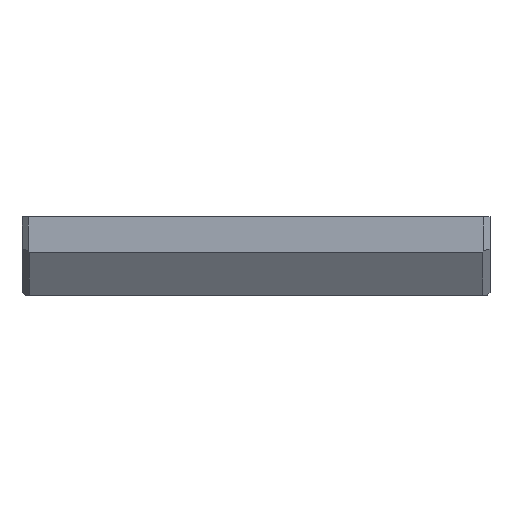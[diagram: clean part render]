
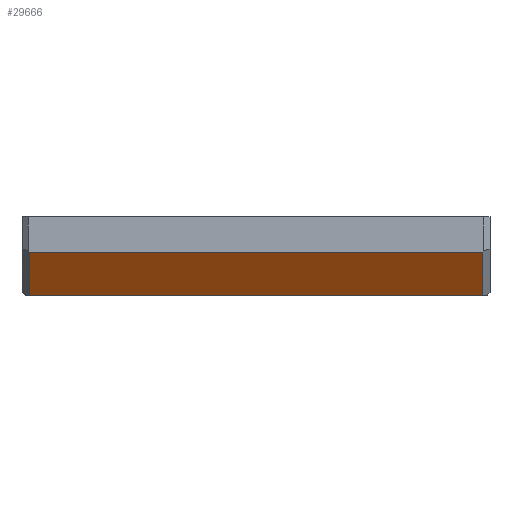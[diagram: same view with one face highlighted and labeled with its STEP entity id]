
A CAD part, front view. The second image highlights one B-rep face of the part: STEP entity #29666.
In plain terms, the highlighted planar face has unit normal (0, -0.819, -0.574).
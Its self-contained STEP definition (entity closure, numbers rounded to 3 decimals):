
#3732 = PLANE('',#3733);
#3733 = AXIS2_PLACEMENT_3D('',#3734,#3735,#3736);
#3734 = CARTESIAN_POINT('',(-77.,-4.5,0.));
#3735 = DIRECTION('',(0.,0.,1.));
#3736 = DIRECTION('',(1.,0.,0.));
#9897 = VERTEX_POINT('',#9898);
#9898 = CARTESIAN_POINT('',(-72.5,-4.113,0.));
#9914 = PLANE('',#9915);
#9915 = AXIS2_PLACEMENT_3D('',#9916,#9917,#9918);
#9916 = CARTESIAN_POINT('',(-77.,-4.5,0.));
#9917 = DIRECTION('',(0.,0.,1.));
#9918 = DIRECTION('',(1.,0.,0.));
#9926 = EDGE_CURVE('',#9927,#9897,#9929,.T.);
#9927 = VERTEX_POINT('',#9928);
#9928 = CARTESIAN_POINT('',(73.5,-4.113,0.));
#9929 = SURFACE_CURVE('',#9930,(#9934,#9940),.PCURVE_S1.);
#9930 = LINE('',#9931,#9932);
#9931 = CARTESIAN_POINT('',(-79.,-4.113,0.));
#9932 = VECTOR('',#9933,1.);
#9933 = DIRECTION('',(-1.,0.,0.));
#9934 = PCURVE('',#3732,#9935);
#9935 = DEFINITIONAL_REPRESENTATION('',(#9936),#9939);
#9936 = B_SPLINE_CURVE_WITH_KNOTS('',1,(#9937,#9938),.UNSPECIFIED.,.F.,
  .F.,(2,2),(-167.1,8.1),.PIECEWISE_BEZIER_KNOTS.);
#9937 = CARTESIAN_POINT('',(165.1,0.387));
#9938 = CARTESIAN_POINT('',(-10.1,0.387));
#9939 = ( GEOMETRIC_REPRESENTATION_CONTEXT(2) 
PARAMETRIC_REPRESENTATION_CONTEXT() REPRESENTATION_CONTEXT('2D SPACE',''
  ) );
#9940 = PCURVE('',#9941,#9946);
#9941 = PLANE('',#9942);
#9942 = AXIS2_PLACEMENT_3D('',#9943,#9944,#9945);
#9943 = CARTESIAN_POINT('',(-81.,2.168,-8.97));
#9944 = DIRECTION('',(0.,0.819,0.574));
#9945 = DIRECTION('',(0.,-0.574,0.819));
#9946 = DEFINITIONAL_REPRESENTATION('',(#9947),#9950);
#9947 = B_SPLINE_CURVE_WITH_KNOTS('',1,(#9948,#9949),.UNSPECIFIED.,.F.,
  .F.,(2,2),(-167.1,8.1),.PIECEWISE_BEZIER_KNOTS.);
#9948 = CARTESIAN_POINT('',(10.95,169.1));
#9949 = CARTESIAN_POINT('',(10.95,-6.1));
#9950 = ( GEOMETRIC_REPRESENTATION_CONTEXT(2) 
PARAMETRIC_REPRESENTATION_CONTEXT() REPRESENTATION_CONTEXT('2D SPACE',''
  ) );
#9968 = PLANE('',#9969);
#9969 = AXIS2_PLACEMENT_3D('',#9970,#9971,#9972);
#9970 = CARTESIAN_POINT('',(-77.,-4.5,0.));
#9971 = DIRECTION('',(0.,0.,1.));
#9972 = DIRECTION('',(1.,0.,0.));
#25616 = PLANE('',#25617);
#25617 = AXIS2_PLACEMENT_3D('',#25618,#25619,#25620);
#25618 = CARTESIAN_POINT('',(-74.464,-0.544,
    -5.264));
#25619 = DIRECTION('',(0.707,0.579,0.406));
#25620 = DIRECTION('',(0.,-0.574,0.819
    ));
#27027 = VERTEX_POINT('',#27028);
#27028 = CARTESIAN_POINT('',(-74.56,-4.113,0.));
#27047 = EDGE_CURVE('',#9897,#27027,#27048,.T.);
#27048 = SURFACE_CURVE('',#27049,(#27053,#27059),.PCURVE_S1.);
#27049 = LINE('',#27050,#27051);
#27050 = CARTESIAN_POINT('',(-79.,-4.113,0.));
#27051 = VECTOR('',#27052,1.);
#27052 = DIRECTION('',(-1.,0.,0.));
#27053 = PCURVE('',#9914,#27054);
#27054 = DEFINITIONAL_REPRESENTATION('',(#27055),#27058);
#27055 = B_SPLINE_CURVE_WITH_KNOTS('',1,(#27056,#27057),.UNSPECIFIED.,
  .F.,.F.,(2,2),(-6.8,-3.2),.PIECEWISE_BEZIER_KNOTS.);
#27056 = CARTESIAN_POINT('',(4.8,0.387));
#27057 = CARTESIAN_POINT('',(1.2,0.387));
#27058 = ( GEOMETRIC_REPRESENTATION_CONTEXT(2) 
PARAMETRIC_REPRESENTATION_CONTEXT() REPRESENTATION_CONTEXT('2D SPACE',''
  ) );
#27059 = PCURVE('',#9941,#27060);
#27060 = DEFINITIONAL_REPRESENTATION('',(#27061),#27064);
#27061 = B_SPLINE_CURVE_WITH_KNOTS('',1,(#27062,#27063),.UNSPECIFIED.,
  .F.,.F.,(2,2),(-6.8,-3.2),.PIECEWISE_BEZIER_KNOTS.);
#27062 = CARTESIAN_POINT('',(10.95,8.8));
#27063 = CARTESIAN_POINT('',(10.95,5.2));
#27064 = ( GEOMETRIC_REPRESENTATION_CONTEXT(2) 
PARAMETRIC_REPRESENTATION_CONTEXT() REPRESENTATION_CONTEXT('2D SPACE',''
  ) );
#29571 = EDGE_CURVE('',#29572,#9927,#29574,.T.);
#29572 = VERTEX_POINT('',#29573);
#29573 = CARTESIAN_POINT('',(75.56,-4.113,0.));
#29574 = SURFACE_CURVE('',#29575,(#29579,#29585),.PCURVE_S1.);
#29575 = LINE('',#29576,#29577);
#29576 = CARTESIAN_POINT('',(-79.,-4.113,0.));
#29577 = VECTOR('',#29578,1.);
#29578 = DIRECTION('',(-1.,0.,0.));
#29579 = PCURVE('',#9968,#29580);
#29580 = DEFINITIONAL_REPRESENTATION('',(#29581),#29584);
#29581 = B_SPLINE_CURVE_WITH_KNOTS('',1,(#29582,#29583),.UNSPECIFIED.,
  .F.,.F.,(2,2),(-155.8,-152.2),.PIECEWISE_BEZIER_KNOTS.);
#29582 = CARTESIAN_POINT('',(153.8,0.387));
#29583 = CARTESIAN_POINT('',(150.2,0.387));
#29584 = ( GEOMETRIC_REPRESENTATION_CONTEXT(2) 
PARAMETRIC_REPRESENTATION_CONTEXT() REPRESENTATION_CONTEXT('2D SPACE',''
  ) );
#29585 = PCURVE('',#9941,#29586);
#29586 = DEFINITIONAL_REPRESENTATION('',(#29587),#29590);
#29587 = B_SPLINE_CURVE_WITH_KNOTS('',1,(#29588,#29589),.UNSPECIFIED.,
  .F.,.F.,(2,2),(-155.8,-152.2),.PIECEWISE_BEZIER_KNOTS.);
#29588 = CARTESIAN_POINT('',(10.95,157.8));
#29589 = CARTESIAN_POINT('',(10.95,154.2));
#29590 = ( GEOMETRIC_REPRESENTATION_CONTEXT(2) 
PARAMETRIC_REPRESENTATION_CONTEXT() REPRESENTATION_CONTEXT('2D SPACE',''
  ) );
#29607 = PLANE('',#29608);
#29608 = AXIS2_PLACEMENT_3D('',#29609,#29610,#29611);
#29609 = CARTESIAN_POINT('',(75.464,-0.544,
    -5.264));
#29610 = DIRECTION('',(-0.707,0.579,0.406));
#29611 = DIRECTION('',(0.,-0.574,0.819
    ));
#29666 = ADVANCED_FACE('',(#29667),#9941,.F.);
#29667 = FACE_BOUND('',#29668,.F.);
#29668 = EDGE_LOOP('',(#29669,#29670,#29691,#29717,#29736,#29737));
#29669 = ORIENTED_EDGE('',*,*,#27047,.T.);
#29670 = ORIENTED_EDGE('',*,*,#29671,.F.);
#29671 = EDGE_CURVE('',#29672,#27027,#29674,.T.);
#29672 = VERTEX_POINT('',#29673);
#29673 = CARTESIAN_POINT('',(-74.56,-14.,14.121));
#29674 = SURFACE_CURVE('',#29675,(#29679,#29685),.PCURVE_S1.);
#29675 = LINE('',#29676,#29677);
#29676 = CARTESIAN_POINT('',(-74.56,0.851,
    -7.089));
#29677 = VECTOR('',#29678,1.);
#29678 = DIRECTION('',(0.,0.574,-0.819));
#29679 = PCURVE('',#9941,#29680);
#29680 = DEFINITIONAL_REPRESENTATION('',(#29681),#29684);
#29681 = B_SPLINE_CURVE_WITH_KNOTS('',1,(#29682,#29683),.UNSPECIFIED.,
  .F.,.F.,(2,2),(-57.192,2.704),
  .PIECEWISE_BEZIER_KNOTS.);
#29682 = CARTESIAN_POINT('',(59.488,6.44));
#29683 = CARTESIAN_POINT('',(-0.409,6.44));
#29684 = ( GEOMETRIC_REPRESENTATION_CONTEXT(2) 
PARAMETRIC_REPRESENTATION_CONTEXT() REPRESENTATION_CONTEXT('2D SPACE',''
  ) );
#29685 = PCURVE('',#25616,#29686);
#29686 = DEFINITIONAL_REPRESENTATION('',(#29687),#29690);
#29687 = B_SPLINE_CURVE_WITH_KNOTS('',1,(#29688,#29689),.UNSPECIFIED.,
  .F.,.F.,(2,2),(-57.192,2.704),
  .PIECEWISE_BEZIER_KNOTS.);
#29688 = CARTESIAN_POINT('',(54.897,-0.135));
#29689 = CARTESIAN_POINT('',(-5.,-0.135));
#29690 = ( GEOMETRIC_REPRESENTATION_CONTEXT(2) 
PARAMETRIC_REPRESENTATION_CONTEXT() REPRESENTATION_CONTEXT('2D SPACE',''
  ) );
#29691 = ORIENTED_EDGE('',*,*,#29692,.F.);
#29692 = EDGE_CURVE('',#29693,#29672,#29695,.T.);
#29693 = VERTEX_POINT('',#29694);
#29694 = CARTESIAN_POINT('',(75.56,-14.,14.121));
#29695 = SURFACE_CURVE('',#29696,(#29700,#29706),.PCURVE_S1.);
#29696 = LINE('',#29697,#29698);
#29697 = CARTESIAN_POINT('',(-90.5,-14.,14.121));
#29698 = VECTOR('',#29699,1.);
#29699 = DIRECTION('',(-1.,0.,0.));
#29700 = PCURVE('',#9941,#29701);
#29701 = DEFINITIONAL_REPRESENTATION('',(#29702),#29705);
#29702 = B_SPLINE_CURVE_WITH_KNOTS('',1,(#29703,#29704),.UNSPECIFIED.,
  .F.,.F.,(2,2),(-189.9,6.9),.PIECEWISE_BEZIER_KNOTS.);
#29703 = CARTESIAN_POINT('',(28.188,180.4));
#29704 = CARTESIAN_POINT('',(28.188,-16.4));
#29705 = ( GEOMETRIC_REPRESENTATION_CONTEXT(2) 
PARAMETRIC_REPRESENTATION_CONTEXT() REPRESENTATION_CONTEXT('2D SPACE',''
  ) );
#29706 = PCURVE('',#29707,#29712);
#29707 = PLANE('',#29708);
#29708 = AXIS2_PLACEMENT_3D('',#29709,#29710,#29711);
#29709 = CARTESIAN_POINT('',(-100.,-14.,0.));
#29710 = DIRECTION('',(0.,1.,0.));
#29711 = DIRECTION('',(0.,0.,1.));
#29712 = DEFINITIONAL_REPRESENTATION('',(#29713),#29716);
#29713 = B_SPLINE_CURVE_WITH_KNOTS('',1,(#29714,#29715),.UNSPECIFIED.,
  .F.,.F.,(2,2),(-189.9,6.9),.PIECEWISE_BEZIER_KNOTS.);
#29714 = CARTESIAN_POINT('',(14.121,199.4));
#29715 = CARTESIAN_POINT('',(14.121,2.6));
#29716 = ( GEOMETRIC_REPRESENTATION_CONTEXT(2) 
PARAMETRIC_REPRESENTATION_CONTEXT() REPRESENTATION_CONTEXT('2D SPACE',''
  ) );
#29717 = ORIENTED_EDGE('',*,*,#29718,.F.);
#29718 = EDGE_CURVE('',#29572,#29693,#29719,.T.);
#29719 = SURFACE_CURVE('',#29720,(#29724,#29730),.PCURVE_S1.);
#29720 = LINE('',#29721,#29722);
#29721 = CARTESIAN_POINT('',(75.56,0.851,
    -7.089));
#29722 = VECTOR('',#29723,1.);
#29723 = DIRECTION('',(0.,-0.574,0.819
    ));
#29724 = PCURVE('',#9941,#29725);
#29725 = DEFINITIONAL_REPRESENTATION('',(#29726),#29729);
#29726 = B_SPLINE_CURVE_WITH_KNOTS('',1,(#29727,#29728),.UNSPECIFIED.,
  .F.,.F.,(2,2),(-2.704,57.192),
  .PIECEWISE_BEZIER_KNOTS.);
#29727 = CARTESIAN_POINT('',(-0.409,156.56));
#29728 = CARTESIAN_POINT('',(59.488,156.56));
#29729 = ( GEOMETRIC_REPRESENTATION_CONTEXT(2) 
PARAMETRIC_REPRESENTATION_CONTEXT() REPRESENTATION_CONTEXT('2D SPACE',''
  ) );
#29730 = PCURVE('',#29607,#29731);
#29731 = DEFINITIONAL_REPRESENTATION('',(#29732),#29735);
#29732 = B_SPLINE_CURVE_WITH_KNOTS('',1,(#29733,#29734),.UNSPECIFIED.,
  .F.,.F.,(2,2),(-2.704,57.192),
  .PIECEWISE_BEZIER_KNOTS.);
#29733 = CARTESIAN_POINT('',(-5.,0.135));
#29734 = CARTESIAN_POINT('',(54.897,0.135));
#29735 = ( GEOMETRIC_REPRESENTATION_CONTEXT(2) 
PARAMETRIC_REPRESENTATION_CONTEXT() REPRESENTATION_CONTEXT('2D SPACE',''
  ) );
#29736 = ORIENTED_EDGE('',*,*,#29571,.T.);
#29737 = ORIENTED_EDGE('',*,*,#9926,.T.);
